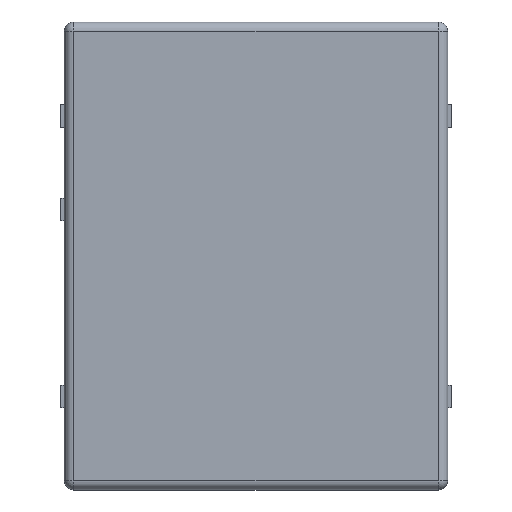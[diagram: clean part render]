
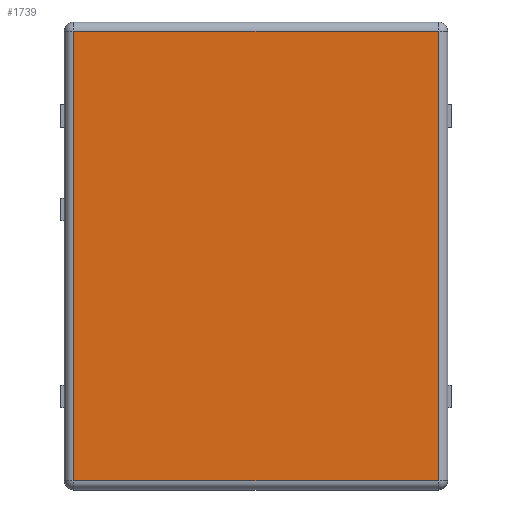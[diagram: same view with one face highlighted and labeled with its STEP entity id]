
A CAD part, top view. The second image highlights one B-rep face of the part: STEP entity #1739.
In plain terms, the highlighted planar face has unit normal (0, 0, 1).
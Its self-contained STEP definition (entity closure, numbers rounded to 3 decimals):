
#559 = CYLINDRICAL_SURFACE('',#560,0.25);
#560 = AXIS2_PLACEMENT_3D('',#561,#562,#563);
#561 = CARTESIAN_POINT('',(4.955,-6.1,4.26));
#562 = DIRECTION('',(0.,1.,0.));
#563 = DIRECTION('',(1.,0.,0.));
#953 = VERTEX_POINT('',#954);
#954 = CARTESIAN_POINT('',(4.955,-6.1,4.51));
#979 = EDGE_CURVE('',#953,#980,#982,.T.);
#980 = VERTEX_POINT('',#981);
#981 = CARTESIAN_POINT('',(4.955,6.1,4.51));
#982 = SURFACE_CURVE('',#983,(#987,#994),.PCURVE_S1.);
#983 = LINE('',#984,#985);
#984 = CARTESIAN_POINT('',(4.955,-6.1,4.51));
#985 = VECTOR('',#986,1.);
#986 = DIRECTION('',(0.,1.,0.));
#987 = PCURVE('',#559,#988);
#988 = DEFINITIONAL_REPRESENTATION('',(#989),#993);
#989 = LINE('',#990,#991);
#990 = CARTESIAN_POINT('',(-1.571,0.));
#991 = VECTOR('',#992,1.);
#992 = DIRECTION('',(-0.,1.));
#993 = ( GEOMETRIC_REPRESENTATION_CONTEXT(2)
PARAMETRIC_REPRESENTATION_CONTEXT() REPRESENTATION_CONTEXT('2D SPACE',''
) );
#994 = PCURVE('',#995,#1000);
#995 = PLANE('',#996);
#996 = AXIS2_PLACEMENT_3D('',#997,#998,#999);
#997 = CARTESIAN_POINT('',(0.,0.,4.51));
#998 = DIRECTION('',(0.,0.,1.));
#999 = DIRECTION('',(1.,0.,0.));
#1000 = DEFINITIONAL_REPRESENTATION('',(#1001),#1005);
#1001 = LINE('',#1002,#1003);
#1002 = CARTESIAN_POINT('',(4.955,-6.1));
#1003 = VECTOR('',#1004,1.);
#1004 = DIRECTION('',(0.,1.));
#1005 = ( GEOMETRIC_REPRESENTATION_CONTEXT(2)
PARAMETRIC_REPRESENTATION_CONTEXT() REPRESENTATION_CONTEXT('2D SPACE',''
) );
#1623 = CYLINDRICAL_SURFACE('',#1624,0.25);
#1624 = AXIS2_PLACEMENT_3D('',#1625,#1626,#1627);
#1625 = CARTESIAN_POINT('',(4.955,6.1,4.26));
#1626 = DIRECTION('',(-1.,0.,0.));
#1627 = DIRECTION('',(0.,1.,0.));
#1727 = CYLINDRICAL_SURFACE('',#1728,0.25);
#1728 = AXIS2_PLACEMENT_3D('',#1729,#1730,#1731);
#1729 = CARTESIAN_POINT('',(-4.955,-6.1,4.26));
#1730 = DIRECTION('',(1.,0.,0.));
#1731 = DIRECTION('',(0.,-1.,0.));
#1739 = ADVANCED_FACE('',(#1740),#995,.T.);
#1740 = FACE_BOUND('',#1741,.T.);
#1741 = EDGE_LOOP('',(#1742,#1765,#1793,#1814));
#1742 = ORIENTED_EDGE('',*,*,#1743,.T.);
#1743 = EDGE_CURVE('',#980,#1744,#1746,.T.);
#1744 = VERTEX_POINT('',#1745);
#1745 = CARTESIAN_POINT('',(-4.955,6.1,4.51));
#1746 = SURFACE_CURVE('',#1747,(#1751,#1758),.PCURVE_S1.);
#1747 = LINE('',#1748,#1749);
#1748 = CARTESIAN_POINT('',(4.955,6.1,4.51));
#1749 = VECTOR('',#1750,1.);
#1750 = DIRECTION('',(-1.,0.,0.));
#1751 = PCURVE('',#995,#1752);
#1752 = DEFINITIONAL_REPRESENTATION('',(#1753),#1757);
#1753 = LINE('',#1754,#1755);
#1754 = CARTESIAN_POINT('',(4.955,6.1));
#1755 = VECTOR('',#1756,1.);
#1756 = DIRECTION('',(-1.,0.));
#1757 = ( GEOMETRIC_REPRESENTATION_CONTEXT(2)
PARAMETRIC_REPRESENTATION_CONTEXT() REPRESENTATION_CONTEXT('2D SPACE',''
) );
#1758 = PCURVE('',#1623,#1759);
#1759 = DEFINITIONAL_REPRESENTATION('',(#1760),#1764);
#1760 = LINE('',#1761,#1762);
#1761 = CARTESIAN_POINT('',(-1.571,0.));
#1762 = VECTOR('',#1763,1.);
#1763 = DIRECTION('',(-0.,1.));
#1764 = ( GEOMETRIC_REPRESENTATION_CONTEXT(2)
PARAMETRIC_REPRESENTATION_CONTEXT() REPRESENTATION_CONTEXT('2D SPACE',''
) );
#1765 = ORIENTED_EDGE('',*,*,#1766,.T.);
#1766 = EDGE_CURVE('',#1744,#1767,#1769,.T.);
#1767 = VERTEX_POINT('',#1768);
#1768 = CARTESIAN_POINT('',(-4.955,-6.1,4.51));
#1769 = SURFACE_CURVE('',#1770,(#1774,#1781),.PCURVE_S1.);
#1770 = LINE('',#1771,#1772);
#1771 = CARTESIAN_POINT('',(-4.955,6.1,4.51));
#1772 = VECTOR('',#1773,1.);
#1773 = DIRECTION('',(0.,-1.,0.));
#1774 = PCURVE('',#995,#1775);
#1775 = DEFINITIONAL_REPRESENTATION('',(#1776),#1780);
#1776 = LINE('',#1777,#1778);
#1777 = CARTESIAN_POINT('',(-4.955,6.1));
#1778 = VECTOR('',#1779,1.);
#1779 = DIRECTION('',(0.,-1.));
#1780 = ( GEOMETRIC_REPRESENTATION_CONTEXT(2)
PARAMETRIC_REPRESENTATION_CONTEXT() REPRESENTATION_CONTEXT('2D SPACE',''
) );
#1781 = PCURVE('',#1782,#1787);
#1782 = CYLINDRICAL_SURFACE('',#1783,0.25);
#1783 = AXIS2_PLACEMENT_3D('',#1784,#1785,#1786);
#1784 = CARTESIAN_POINT('',(-4.955,6.1,4.26));
#1785 = DIRECTION('',(0.,-1.,0.));
#1786 = DIRECTION('',(-1.,0.,0.));
#1787 = DEFINITIONAL_REPRESENTATION('',(#1788),#1792);
#1788 = LINE('',#1789,#1790);
#1789 = CARTESIAN_POINT('',(-1.571,0.));
#1790 = VECTOR('',#1791,1.);
#1791 = DIRECTION('',(-0.,1.));
#1792 = ( GEOMETRIC_REPRESENTATION_CONTEXT(2)
PARAMETRIC_REPRESENTATION_CONTEXT() REPRESENTATION_CONTEXT('2D SPACE',''
) );
#1793 = ORIENTED_EDGE('',*,*,#1794,.T.);
#1794 = EDGE_CURVE('',#1767,#953,#1795,.T.);
#1795 = SURFACE_CURVE('',#1796,(#1800,#1807),.PCURVE_S1.);
#1796 = LINE('',#1797,#1798);
#1797 = CARTESIAN_POINT('',(-4.955,-6.1,4.51));
#1798 = VECTOR('',#1799,1.);
#1799 = DIRECTION('',(1.,0.,0.));
#1800 = PCURVE('',#995,#1801);
#1801 = DEFINITIONAL_REPRESENTATION('',(#1802),#1806);
#1802 = LINE('',#1803,#1804);
#1803 = CARTESIAN_POINT('',(-4.955,-6.1));
#1804 = VECTOR('',#1805,1.);
#1805 = DIRECTION('',(1.,0.));
#1806 = ( GEOMETRIC_REPRESENTATION_CONTEXT(2)
PARAMETRIC_REPRESENTATION_CONTEXT() REPRESENTATION_CONTEXT('2D SPACE',''
) );
#1807 = PCURVE('',#1727,#1808);
#1808 = DEFINITIONAL_REPRESENTATION('',(#1809),#1813);
#1809 = LINE('',#1810,#1811);
#1810 = CARTESIAN_POINT('',(-1.571,0.));
#1811 = VECTOR('',#1812,1.);
#1812 = DIRECTION('',(-0.,1.));
#1813 = ( GEOMETRIC_REPRESENTATION_CONTEXT(2)
PARAMETRIC_REPRESENTATION_CONTEXT() REPRESENTATION_CONTEXT('2D SPACE',''
) );
#1814 = ORIENTED_EDGE('',*,*,#979,.T.);
